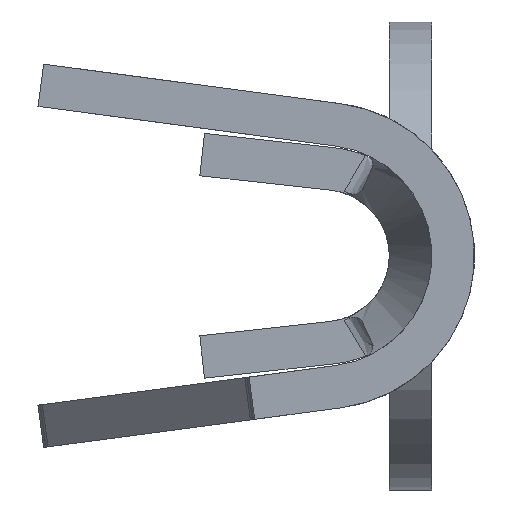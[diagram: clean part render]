
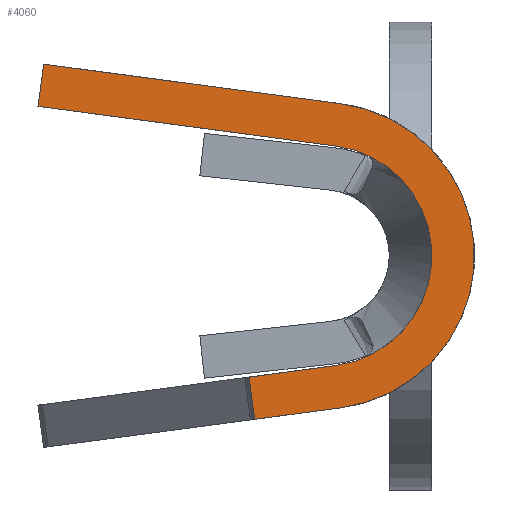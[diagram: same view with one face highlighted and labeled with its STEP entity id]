
A CAD part, left-side view. The second image highlights one B-rep face of the part: STEP entity #4060.
In plain terms, the highlighted planar face has unit normal (-1, 0, 0).
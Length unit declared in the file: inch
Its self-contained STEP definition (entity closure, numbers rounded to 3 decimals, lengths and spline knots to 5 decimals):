
#52 = LINE ( 'NONE', #2751, #1915 ) ;
#220 = EDGE_CURVE ( 'NONE', #4262, #605, #52, .T. ) ;
#259 = ORIENTED_EDGE ( 'NONE', *, *, #220, .F. ) ;
#263 = ORIENTED_EDGE ( 'NONE', *, *, #304, .F. ) ;
#294 = DIRECTION ( 'NONE',  ( -1., 0., 0. ) ) ;
#304 = EDGE_CURVE ( 'NONE', #841, #1521, #1552, .T. ) ;
#310 = ORIENTED_EDGE ( 'NONE', *, *, #3501, .F. ) ;
#322 = LINE ( 'NONE', #3754, #441 ) ;
#332 = LINE ( 'NONE', #4838, #4305 ) ;
#395 = VECTOR ( 'NONE', #4005, 39.37008 ) ;
#405 = CARTESIAN_POINT ( 'NONE',  ( -0.385, 0.18236, 0.09 ) ) ;
#441 = VECTOR ( 'NONE', #3736, 39.37008 ) ;
#455 = AXIS2_PLACEMENT_3D ( 'NONE', #892, #3478, #1251 ) ;
#518 = LINE ( 'NONE', #2535, #395 ) ;
#605 = VERTEX_POINT ( 'NONE', #1739 ) ;
#610 = VERTEX_POINT ( 'NONE', #642 ) ;
#642 = CARTESIAN_POINT ( 'NONE',  ( -0.385, 0.08323, -0.0768 ) ) ;
#824 = VERTEX_POINT ( 'NONE', #405 ) ;
#841 = VERTEX_POINT ( 'NONE', #3003 ) ;
#892 = CARTESIAN_POINT ( 'NONE',  ( -0.385, 0.052, 0. ) ) ;
#951 = CARTESIAN_POINT ( 'NONE',  ( -0.385, 0.04513, 0.05154 ) ) ;
#1009 = VERTEX_POINT ( 'NONE', #951 ) ;
#1105 = DIRECTION ( 'NONE',  ( 1., 0., 0. ) ) ;
#1146 = EDGE_CURVE ( 'NONE', #4262, #610, #518, .T. ) ;
#1251 = DIRECTION ( 'NONE',  ( 0., 0., -1. ) ) ;
#1259 = EDGE_LOOP ( 'NONE', ( #259, #3430, #310, #263, #1573, #4289, #1425, #3790 ) ) ;
#1425 = ORIENTED_EDGE ( 'NONE', *, *, #3062, .F. ) ;
#1462 = DIRECTION ( 'NONE',  ( 0., -0.991, -0.132 ) ) ;
#1472 = AXIS2_PLACEMENT_3D ( 'NONE', #3332, #1105, #3708 ) ;
#1521 = VERTEX_POINT ( 'NONE', #1742 ) ;
#1552 = CIRCLE ( 'NONE', #1472, 0.072 ) ;
#1573 = ORIENTED_EDGE ( 'NONE', *, *, #1632, .F. ) ;
#1603 = LINE ( 'NONE', #3696, #3585 ) ;
#1632 = EDGE_CURVE ( 'NONE', #824, #841, #1603, .T. ) ;
#1671 = DIRECTION ( 'NONE',  ( 0., -0.132, 0.991 ) ) ;
#1739 = CARTESIAN_POINT ( 'NONE',  ( -0.385, 0.04513, -0.05154 ) ) ;
#1742 = CARTESIAN_POINT ( 'NONE',  ( -0.385, 0.04249, -0.07137 ) ) ;
#1807 = DIRECTION ( 'NONE',  ( 0., 0.991, -0.132 ) ) ;
#1915 = VECTOR ( 'NONE', #3118, 39.37008 ) ;
#1955 = LINE ( 'NONE', #3146, #2829 ) ;
#2523 = CARTESIAN_POINT ( 'NONE',  ( -0.385, 0.052, 0. ) ) ;
#2535 = CARTESIAN_POINT ( 'NONE',  ( -0.385, 0.09274, -0.00543 ) ) ;
#2686 = EDGE_CURVE ( 'NONE', #3012, #824, #1955, .T. ) ;
#2751 = CARTESIAN_POINT ( 'NONE',  ( -0.385, 0.04513, -0.05154 ) ) ;
#2829 = VECTOR ( 'NONE', #1671, 39.37008 ) ;
#2893 = DIRECTION ( 'NONE',  ( 0., 0., -1. ) ) ;
#3002 = CIRCLE ( 'NONE', #4658, 0.052 ) ;
#3003 = CARTESIAN_POINT ( 'NONE',  ( -0.385, 0.04249, 0.07137 ) ) ;
#3012 = VERTEX_POINT ( 'NONE', #4112 ) ;
#3062 = EDGE_CURVE ( 'NONE', #1009, #3012, #322, .T. ) ;
#3118 = DIRECTION ( 'NONE',  ( 0., -0.991, 0.132 ) ) ;
#3146 = CARTESIAN_POINT ( 'NONE',  ( -0.385, 0.185, 0.07018 ) ) ;
#3332 = CARTESIAN_POINT ( 'NONE',  ( -0.385, 0.052, 0. ) ) ;
#3430 = ORIENTED_EDGE ( 'NONE', *, *, #1146, .T. ) ;
#3478 = DIRECTION ( 'NONE',  ( 1., 0., 0. ) ) ;
#3501 = EDGE_CURVE ( 'NONE', #1521, #610, #332, .T. ) ;
#3585 = VECTOR ( 'NONE', #1462, 39.37008 ) ;
#3696 = CARTESIAN_POINT ( 'NONE',  ( -0.385, 0.04249, 0.07137 ) ) ;
#3708 = DIRECTION ( 'NONE',  ( 0., 0., -1. ) ) ;
#3736 = DIRECTION ( 'NONE',  ( 0., 0.991, 0.132 ) ) ;
#3754 = CARTESIAN_POINT ( 'NONE',  ( -0.385, 0.04513, 0.05154 ) ) ;
#3778 = EDGE_CURVE ( 'NONE', #605, #1009, #3002, .T. ) ;
#3790 = ORIENTED_EDGE ( 'NONE', *, *, #3778, .F. ) ;
#4005 = DIRECTION ( 'NONE',  ( 0., -0.132, -0.991 ) ) ;
#4060 = ADVANCED_FACE ( 'NONE', ( #4844 ), #4602, .F. ) ;
#4112 = CARTESIAN_POINT ( 'NONE',  ( -0.385, 0.185, 0.07018 ) ) ;
#4262 = VERTEX_POINT ( 'NONE', #4866 ) ;
#4289 = ORIENTED_EDGE ( 'NONE', *, *, #2686, .F. ) ;
#4305 = VECTOR ( 'NONE', #1807, 39.37008 ) ;
#4602 = PLANE ( 'NONE',  #455 ) ;
#4658 = AXIS2_PLACEMENT_3D ( 'NONE', #2523, #294, #2893 ) ;
#4838 = CARTESIAN_POINT ( 'NONE',  ( -0.385, 0.04249, -0.07137 ) ) ;
#4844 = FACE_OUTER_BOUND ( 'NONE', #1259, .T. ) ;
#4866 = CARTESIAN_POINT ( 'NONE',  ( -0.385, 0.08588, -0.05697 ) ) ;
